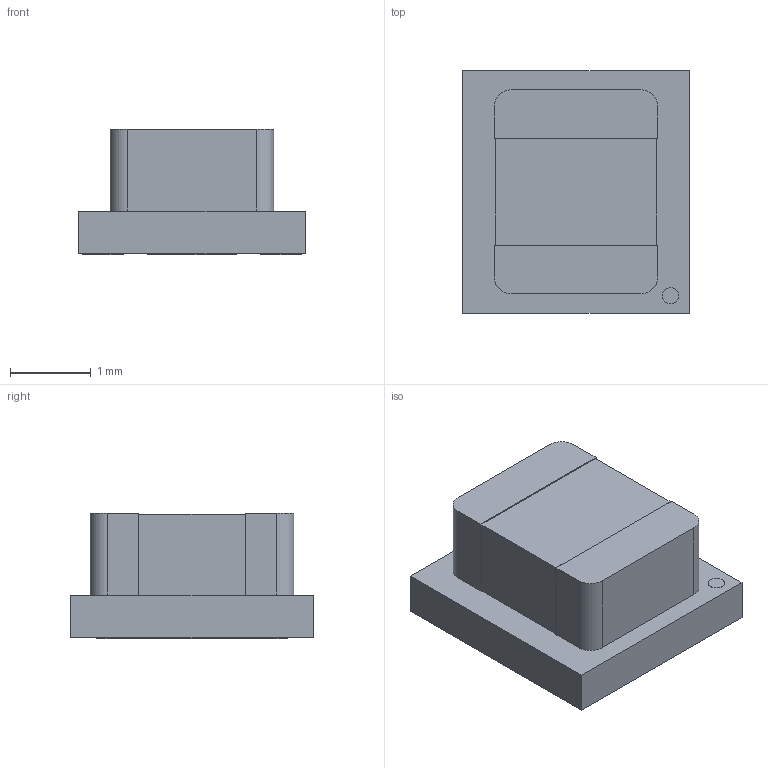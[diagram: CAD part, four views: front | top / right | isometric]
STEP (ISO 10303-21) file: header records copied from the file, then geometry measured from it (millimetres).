
FILE_DESCRIPTION (( 'STEP AP214' ), '1' );
FILE_NAME ('USIP-8_L3.0-W2.8-P0.65-TL-EP.step', '2022-08-04T09:19:22', ( '' ), ( '' ), 'SwSTEP 2.0', 'SolidWorks 2020', '' );
FILE_SCHEMA (( 'AUTOMOTIVE_DESIGN' ));
Length unit declared in the file: millimetre
Products named in the file (1): USIP-8_L3.0-W2.8-P0.65-TL-EP
Bounding box: 2.8 x 3 x 1.55 mm (x, y, z)
Volume: 9.5 mm3; surface area: 32.1 mm2
Topology: 14 solids, 14 shells, 362 faces, 948 edges, 632 vertices
Faces by surface type: plane 244, bspline 112, cylinder 6
Entity records: 16373 total; most frequent: CARTESIAN_POINT 4047, ORIENTED_EDGE 1896, DIRECTION 1234, EDGE_CURVE 948, VECTOR 708, LINE 708, VERTEX_POINT 632, EDGE_LOOP 392
